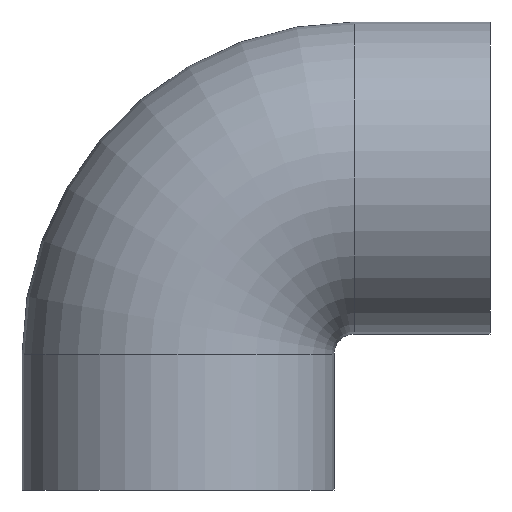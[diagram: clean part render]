
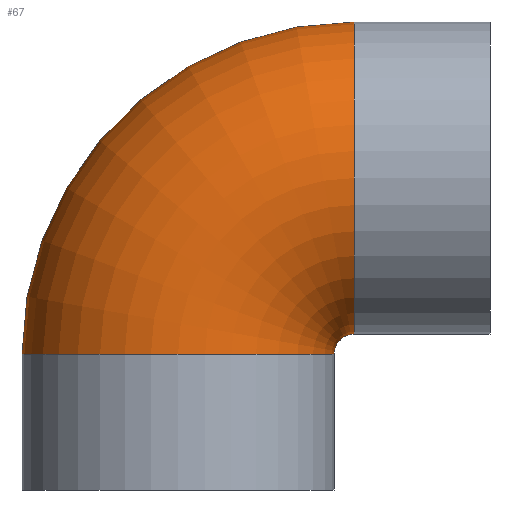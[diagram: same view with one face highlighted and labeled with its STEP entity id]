
A CAD part, front view. The second image highlights one B-rep face of the part: STEP entity #67.
In plain terms, the highlighted toroidal (fillet/blend) face has major radius 13 mm and minor radius 11.5 mm.
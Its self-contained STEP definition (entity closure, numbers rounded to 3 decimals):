
#67=ADVANCED_FACE('',(#132),#133,.T.);
#132=FACE_OUTER_BOUND('',#191,.T.);
#133=TOROIDAL_SURFACE('',#192,13.0,11.5);
#191=EDGE_LOOP('',(#311,#312,#313,#314));
#192=AXIS2_PLACEMENT_3D('',#315,#316,#317);
#311=ORIENTED_EDGE('',*,*,#336,.T.);
#312=ORIENTED_EDGE('',*,*,#381,.T.);
#313=ORIENTED_EDGE('',*,*,#338,.T.);
#314=ORIENTED_EDGE('',*,*,#371,.T.);
#315=CARTESIAN_POINT('',(13.0,0.,10.0));
#316=DIRECTION('',(0.0,-1.0,0.0));
#317=DIRECTION('',(0.0,0.0,-1.0));
#336=EDGE_CURVE('',#387,#388,#389,.T.);
#338=EDGE_CURVE('',#392,#390,#393,.T.);
#371=EDGE_CURVE('',#390,#387,#442,.T.);
#381=EDGE_CURVE('',#388,#392,#453,.T.);
#387=VERTEX_POINT('',#459);
#388=VERTEX_POINT('',#460);
#389=CIRCLE('',#461,24.5);
#390=VERTEX_POINT('',#462);
#392=VERTEX_POINT('',#464);
#393=CIRCLE('',#465,1.5);
#442=CIRCLE('',#779,11.5);
#453=CIRCLE('',#917,11.5);
#459=CARTESIAN_POINT('',(13.0,0.,34.5));
#460=CARTESIAN_POINT('',(-11.5,0.0,10.0));
#461=AXIS2_PLACEMENT_3D('',#922,#923,#924);
#462=CARTESIAN_POINT('',(13.0,0.0,11.5));
#464=CARTESIAN_POINT('',(11.5,0.,10.0));
#465=AXIS2_PLACEMENT_3D('',#928,#929,#930);
#779=AXIS2_PLACEMENT_3D('',#975,#976,#977);
#917=AXIS2_PLACEMENT_3D('',#984,#985,#986);
#922=CARTESIAN_POINT('',(13.0,0.,10.0));
#923=DIRECTION('',(0.0,-1.0,0.0));
#924=DIRECTION('',(0.0,0.0,-1.0));
#928=CARTESIAN_POINT('',(13.0,0.,10.0));
#929=DIRECTION('',(-0.0,1.0,0.0));
#930=DIRECTION('',(0.0,0.0,-1.0));
#975=CARTESIAN_POINT('',(13.0,0.,23.0));
#976=DIRECTION('',(-1.0,0.0,0.0));
#977=DIRECTION('',(0.0,0.,-1.0));
#984=CARTESIAN_POINT('',(0.0,0.0,10.0));
#985=DIRECTION('',(0.0,0.0,1.0));
#986=DIRECTION('',(-1.0,0.0,0.0));
